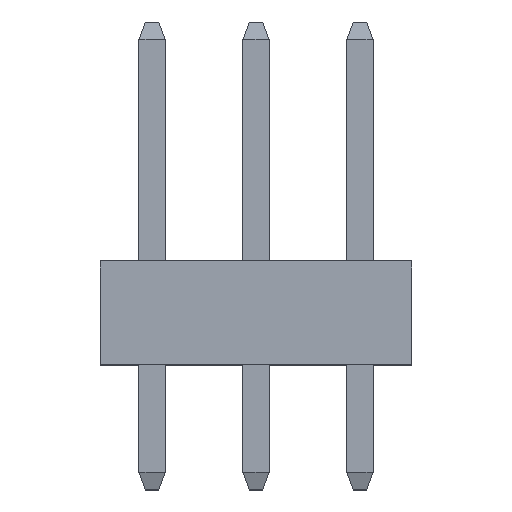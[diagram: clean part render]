
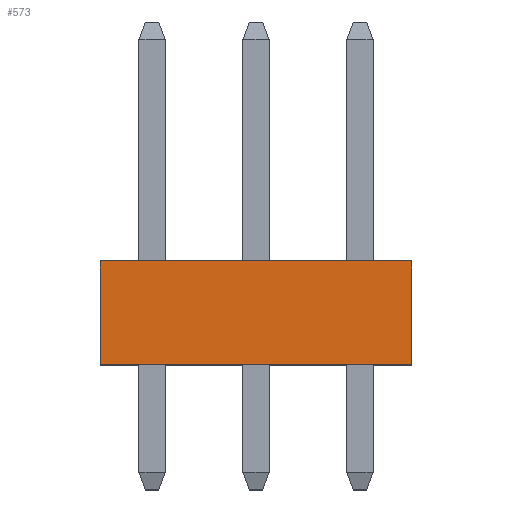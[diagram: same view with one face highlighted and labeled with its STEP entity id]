
A CAD part, top view. The second image highlights one B-rep face of the part: STEP entity #573.
In plain terms, the highlighted planar face has unit normal (0, 0, 1).
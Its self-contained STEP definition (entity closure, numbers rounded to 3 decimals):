
#69 = CARTESIAN_POINT ( 'NONE',  ( -3.81, 2.54, 2.415 ) ) ;
#317 = EDGE_CURVE ( 'NONE', #3322, #976, #3203, .T. ) ;
#393 = CARTESIAN_POINT ( 'NONE',  ( 3.81, 2.54, 2.415 ) ) ;
#423 = DIRECTION ( 'NONE',  ( 0., 0., -1. ) ) ;
#460 = EDGE_CURVE ( 'NONE', #3322, #2625, #1678, .T. ) ;
#573 = ADVANCED_FACE ( 'NONE', ( #713 ), #1960, .F. ) ;
#713 = FACE_OUTER_BOUND ( 'NONE', #1669, .T. ) ;
#976 = VERTEX_POINT ( 'NONE', #3543 ) ;
#1008 = DIRECTION ( 'NONE',  ( 0., -1., 0. ) ) ;
#1064 = VECTOR ( 'NONE', #3602, 1000. ) ;
#1101 = DIRECTION ( 'NONE',  ( -1., 0., 0. ) ) ;
#1303 = AXIS2_PLACEMENT_3D ( 'NONE', #3171, #423, #1101 ) ;
#1608 = LINE ( 'NONE', #393, #3385 ) ;
#1669 = EDGE_LOOP ( 'NONE', ( #2808, #3555, #2061, #3975 ) ) ;
#1678 = LINE ( 'NONE', #69, #3955 ) ;
#1960 = PLANE ( 'NONE',  #1303 ) ;
#2061 = ORIENTED_EDGE ( 'NONE', *, *, #460, .F. ) ;
#2091 = CARTESIAN_POINT ( 'NONE',  ( -3.81, 2.54, 2.415 ) ) ;
#2104 = CARTESIAN_POINT ( 'NONE',  ( -3.81, 0., 2.415 ) ) ;
#2214 = DIRECTION ( 'NONE',  ( 1., 0., 0. ) ) ;
#2625 = VERTEX_POINT ( 'NONE', #3214 ) ;
#2713 = VECTOR ( 'NONE', #3490, 1000. ) ;
#2808 = ORIENTED_EDGE ( 'NONE', *, *, #3144, .T. ) ;
#3056 = LINE ( 'NONE', #2104, #1064 ) ;
#3096 = CARTESIAN_POINT ( 'NONE',  ( -3.81, 2.54, 2.415 ) ) ;
#3144 = EDGE_CURVE ( 'NONE', #976, #3570, #3056, .T. ) ;
#3171 = CARTESIAN_POINT ( 'NONE',  ( -3.81, 2.54, 2.415 ) ) ;
#3203 = LINE ( 'NONE', #2091, #2713 ) ;
#3214 = CARTESIAN_POINT ( 'NONE',  ( 3.81, 2.54, 2.415 ) ) ;
#3322 = VERTEX_POINT ( 'NONE', #3096 ) ;
#3385 = VECTOR ( 'NONE', #1008, 1000. ) ;
#3466 = EDGE_CURVE ( 'NONE', #2625, #3570, #1608, .T. ) ;
#3490 = DIRECTION ( 'NONE',  ( 0., -1., 0. ) ) ;
#3543 = CARTESIAN_POINT ( 'NONE',  ( -3.81, 0., 2.415 ) ) ;
#3555 = ORIENTED_EDGE ( 'NONE', *, *, #3466, .F. ) ;
#3570 = VERTEX_POINT ( 'NONE', #3866 ) ;
#3602 = DIRECTION ( 'NONE',  ( 1., 0., 0. ) ) ;
#3866 = CARTESIAN_POINT ( 'NONE',  ( 3.81, 0., 2.415 ) ) ;
#3955 = VECTOR ( 'NONE', #2214, 1000. ) ;
#3975 = ORIENTED_EDGE ( 'NONE', *, *, #317, .T. ) ;
